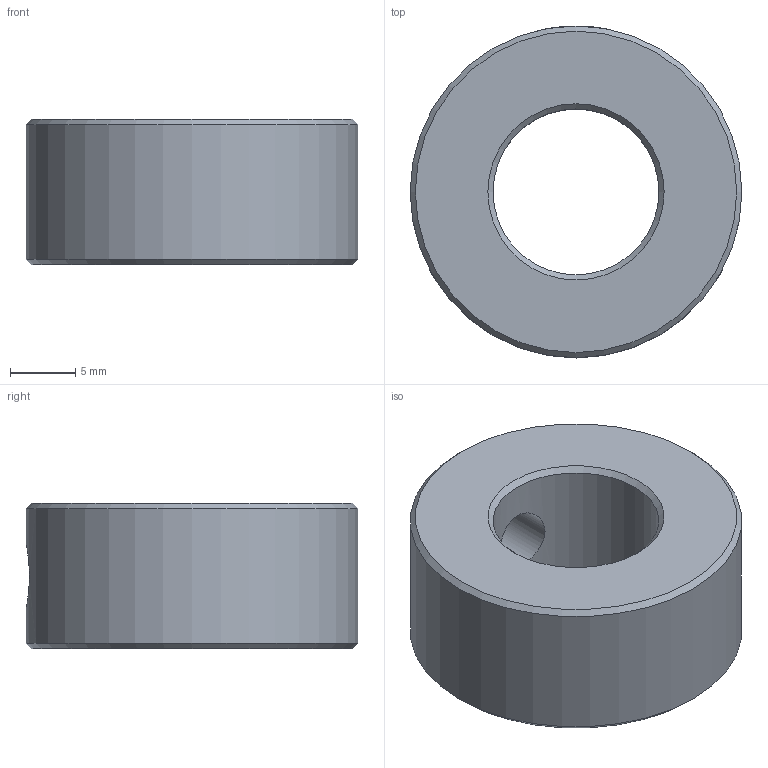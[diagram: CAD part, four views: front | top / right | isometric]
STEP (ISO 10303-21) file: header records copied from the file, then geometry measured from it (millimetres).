
FILE_DESCRIPTION(/* description */ (''),/* implementation_level */ '2;1');
FILE_NAME(/* name */ 'MISC_ShaftCollar_SC-8-F.ipt.step',/* time_stamp */ '2014-01-07T11:20:21-08:00',/* author */ ('Autodesk Inc.'),/* organization */ ('Autodesk Inc.'),/* preprocessor_version */ 'ST-DEVELOPER v15.2',/* originating_system */ 'Autodesk Inventor 2014',/* authorisation */ '');
FILE_SCHEMA (('AUTOMOTIVE_DESIGN { 1 0 10303 214 3 1 1 }'));
Length unit declared in the file: inch
Products named in the file (1): MISC_ShaftCollar_SC-8-F
Bounding box: 25.4 x 25.4 x 11.13 mm (x, y, z)
Volume: 4084.2 mm3; surface area: 2097.9 mm2
Topology: 1 solids, 1 shells, 9 faces, 19 edges, 12 vertices
Faces by surface type: cone 4, cylinder 3, plane 2
Full cylindrical faces by diameter (mm): 4.978 x1, 12.7 x1, 25.4 x1
Entity records: 294 total; most frequent: CARTESIAN_POINT 100, DIRECTION 36, ORIENTED_EDGE 22, EDGE_LOOP 20, AXIS2_PLACEMENT_3D 18, FACE_BOUND 11, VERTEX_POINT 11, EDGE_CURVE 11
